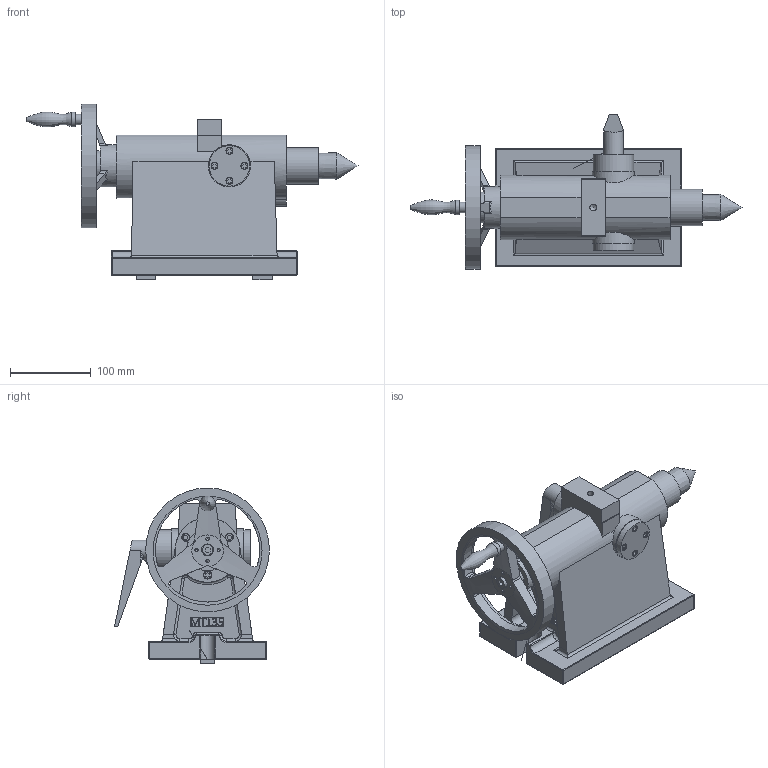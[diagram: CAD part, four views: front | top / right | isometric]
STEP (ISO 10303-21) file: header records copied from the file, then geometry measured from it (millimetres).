
FILE_DESCRIPTION(/* description */ ('Unknown'),/* implementation_level */ '2;1');
FILE_NAME(/* name */ 'MT-135 尾座',/* time_stamp */ '2025-06-24T11:13:23+08:00',/* author */ ('Unknown'),/* organization */ ('Unknown'),/* preprocessor_version */ 'ST-DEVELOPER v19.4',/* originating_system */ 'Solid Edge',/* authorisation */ 'Unknown');
FILE_SCHEMA (('AUTOMOTIVE_DESIGN {1 0 10303 214 3 1 1}'));
Length unit declared in the file: millimetre
Products named in the file (1): MT-135 尾曉漣
Bounding box: 410.5 x 191.5 x 217.5 mm (x, y, z)
Volume: 2596817.5 mm3; surface area: 293531.4 mm2
Topology: 1 solids, 1 shells, 512 faces, 1306 edges, 819 vertices
Faces by surface type: plane 275, cylinder 151, torus 30, bspline 26, sphere 16, cone 14
Full cylindrical faces by diameter (mm): 4.134 x4, 6.647 x5, 7.807 x8, 8.376 x1, 8.5 x8, 9.076 x3, 10 x5, 11 x2, 13 x2, 14.732 x1, 18 x1, 24.5 x1, 38 x1, 44.995 x1, 50 x2, 52 x3, 132.75 x1, 153 x1
Entity records: 15916 total; most frequent: CARTESIAN_POINT 4238, ORIENTED_EDGE 2346, DIRECTION 2333, EDGE_CURVE 1173, AXIS2_PLACEMENT_3D 817, VERTEX_POINT 790, LINE 699, VECTOR 699
